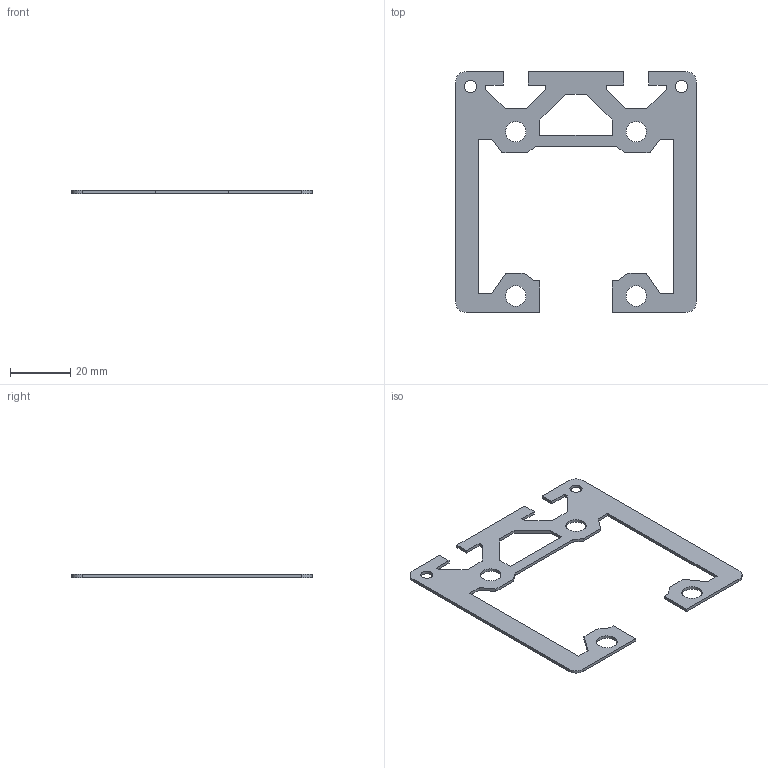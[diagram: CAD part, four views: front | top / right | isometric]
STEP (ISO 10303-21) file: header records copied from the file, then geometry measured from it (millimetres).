
FILE_DESCRIPTION((''),'2;1');
FILE_NAME('SP100_extern.ipt.step','2007-09-10T15:08:34',(''),(''),'Autodesk Inventor 11','Autodesk Inventor 11','');
FILE_SCHEMA(('AUTOMOTIVE_DESIGN { 1 0 10303 214 1 1 1 1 }'));
Length unit declared in the file: millimetre
Products named in the file (1): SP100_extern
Bounding box: 80 x 80 x 1 mm (x, y, z)
Volume: 2521.5 mm3; surface area: 5834.4 mm2
Topology: 1 solids, 1 shells, 66 faces, 198 edges, 134 vertices
Faces by surface type: plane 56, cylinder 5, bspline 5
Full cylindrical faces by diameter (mm): 4 x1
Entity records: 2242 total; most frequent: CARTESIAN_POINT 466, ORIENTED_EDGE 372, DIRECTION 330, EDGE_CURVE 186, VECTOR 166, LINE 166, VERTEX_POINT 128, EDGE_LOOP 86
